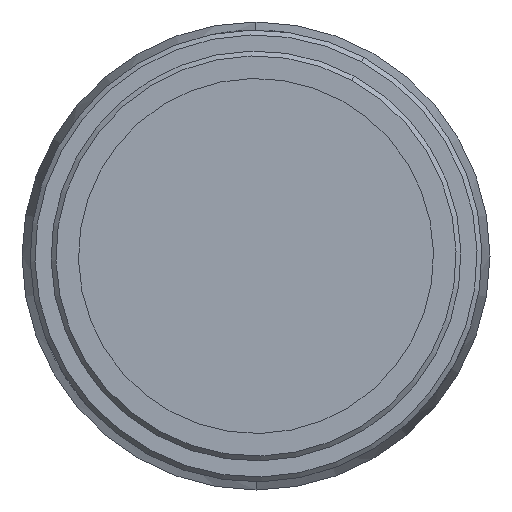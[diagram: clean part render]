
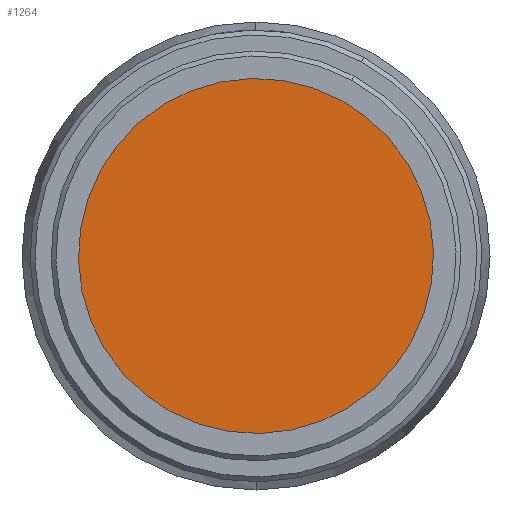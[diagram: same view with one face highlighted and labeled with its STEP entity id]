
A CAD part, left-side view. The second image highlights one B-rep face of the part: STEP entity #1264.
In plain terms, the highlighted planar face has unit normal (-1, 0, 0).
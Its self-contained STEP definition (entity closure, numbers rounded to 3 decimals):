
#86 = CARTESIAN_POINT ( 'NONE',  ( -26.4, 0., 0. ) ) ;
#160 = CARTESIAN_POINT ( 'NONE',  ( -26.4, -5.263, 9.659 ) ) ;
#180 = DIRECTION ( 'NONE',  ( 0., 0., -1. ) ) ;
#226 = EDGE_CURVE ( 'NONE', #929, #424, #733, .T. ) ;
#238 = DIRECTION ( 'NONE',  ( 0., 0., -1. ) ) ;
#276 = CIRCLE ( 'NONE', #937, 11. ) ;
#385 = PLANE ( 'NONE',  #608 ) ;
#424 = VERTEX_POINT ( 'NONE', #805 ) ;
#608 = AXIS2_PLACEMENT_3D ( 'NONE', #1154, #952, #708 ) ;
#708 = DIRECTION ( 'NONE',  ( 0., 0., -1. ) ) ;
#733 = CIRCLE ( 'NONE', #1272, 11. ) ;
#746 = EDGE_LOOP ( 'NONE', ( #1203, #1398 ) ) ;
#779 = EDGE_CURVE ( 'NONE', #424, #929, #276, .T. ) ;
#800 = DIRECTION ( 'NONE',  ( 1., 0., 0. ) ) ;
#805 = CARTESIAN_POINT ( 'NONE',  ( -26.4, 5.263, -9.659 ) ) ;
#809 = CARTESIAN_POINT ( 'NONE',  ( -26.4, 0., 0. ) ) ;
#860 = DIRECTION ( 'NONE',  ( 1., 0., 0. ) ) ;
#929 = VERTEX_POINT ( 'NONE', #160 ) ;
#937 = AXIS2_PLACEMENT_3D ( 'NONE', #809, #800, #238 ) ;
#952 = DIRECTION ( 'NONE',  ( 1., 0., 0. ) ) ;
#1154 = CARTESIAN_POINT ( 'NONE',  ( -26.4, 0., 0. ) ) ;
#1203 = ORIENTED_EDGE ( 'NONE', *, *, #226, .F. ) ;
#1264 = ADVANCED_FACE ( 'NONE', ( #1392 ), #385, .F. ) ;
#1272 = AXIS2_PLACEMENT_3D ( 'NONE', #86, #860, #180 ) ;
#1392 = FACE_OUTER_BOUND ( 'NONE', #746, .T. ) ;
#1398 = ORIENTED_EDGE ( 'NONE', *, *, #779, .F. ) ;
